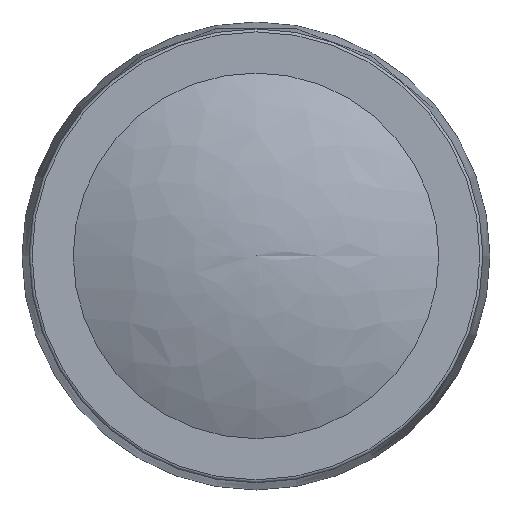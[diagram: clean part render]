
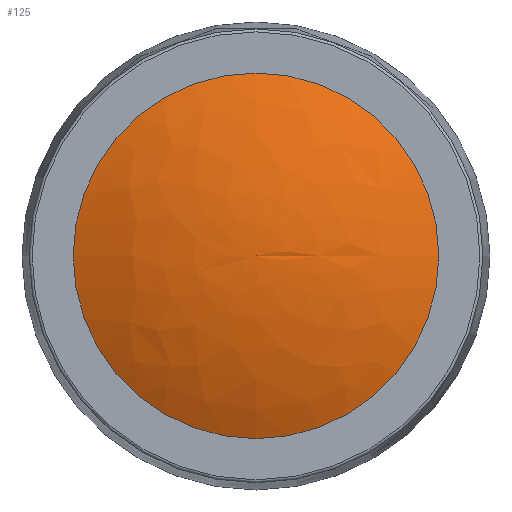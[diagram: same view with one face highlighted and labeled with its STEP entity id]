
A CAD part, top view. The second image highlights one B-rep face of the part: STEP entity #125.
In plain terms, the highlighted free-form (B-spline) face has degree [3, 3] with [4, 7] control points.
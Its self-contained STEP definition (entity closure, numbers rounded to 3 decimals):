
#125 = ADVANCED_FACE( '', ( #339, #340 ), #341, .T. );
#339 = FACE_BOUND( '', #703, .T. );
#340 = FACE_OUTER_BOUND( '', #704, .T. );
#341 = ( BOUNDED_SURFACE(  )B_SPLINE_SURFACE( 3, 3, ( ( #707, #708, #709, #710, #711, #712, #713 ), ( #714, #715, #716, #717, #718, #719, #720 ), ( #721, #722, #723, #724, #725, #726, #727 ), ( #728, #729, #730, #731, #732, #733, #734 ) ), .UNSPECIFIED., .F., .T., .F. )B_SPLINE_SURFACE_WITH_KNOTS( ( 4, 4 ), ( 4, 3, 4 ), ( 0., 6.283 ), ( 1.143, 1.358, 1.573 ), .UNSPECIFIED. )GEOMETRIC_REPRESENTATION_ITEM(  )RATIONAL_B_SPLINE_SURFACE( ( ( 1., 0.333, 0.333, 1., 0.333, 0.333, 1. ), ( 0.985, 0.328, 0.328, 0.985, 0.328, 0.328, 0.985 ), ( 0.985, 0.328, 0.328, 0.985, 0.328, 0.328, 0.985 ), ( 1., 0.333, 0.333, 1., 0.333, 0.333, 1. ) ) )REPRESENTATION_ITEM( '' )SURFACE(  ) );
#703 = VERTEX_LOOP( '', #1102 );
#704 = EDGE_LOOP( '', ( #1103 ) );
#707 = CARTESIAN_POINT( '', ( 0., 0., 27.8 ) );
#708 = CARTESIAN_POINT( '', ( 0., 0., 27.8 ) );
#709 = CARTESIAN_POINT( '', ( 0., 0., 27.8 ) );
#710 = CARTESIAN_POINT( '', ( 0., 0., 27.8 ) );
#711 = CARTESIAN_POINT( '', ( 0., 0., 27.8 ) );
#712 = CARTESIAN_POINT( '', ( 0., 0., 27.8 ) );
#713 = CARTESIAN_POINT( '', ( 0., 0., 27.8 ) );
#714 = CARTESIAN_POINT( '', ( 4.329, 0., 27.809 ) );
#715 = CARTESIAN_POINT( '', ( 4.329, 8.658, 27.809 ) );
#716 = CARTESIAN_POINT( '', ( -4.329, 8.658, 27.809 ) );
#717 = CARTESIAN_POINT( '', ( -4.329, 0., 27.809 ) );
#718 = CARTESIAN_POINT( '', ( -4.329, -8.658, 27.809 ) );
#719 = CARTESIAN_POINT( '', ( 4.329, -8.658, 27.809 ) );
#720 = CARTESIAN_POINT( '', ( 4.329, 0., 27.809 ) );
#721 = CARTESIAN_POINT( '', ( 8.561, 0., 26.895 ) );
#722 = CARTESIAN_POINT( '', ( 8.561, 17.121, 26.895 ) );
#723 = CARTESIAN_POINT( '', ( -8.561, 17.121, 26.895 ) );
#724 = CARTESIAN_POINT( '', ( -8.561, 0., 26.895 ) );
#725 = CARTESIAN_POINT( '', ( -8.561, -17.121, 26.895 ) );
#726 = CARTESIAN_POINT( '', ( 8.561, -17.121, 26.895 ) );
#727 = CARTESIAN_POINT( '', ( 8.561, 0., 26.895 ) );
#728 = CARTESIAN_POINT( '', ( 12.5, 0., 25.1 ) );
#729 = CARTESIAN_POINT( '', ( 12.5, 25., 25.1 ) );
#730 = CARTESIAN_POINT( '', ( -12.5, 25., 25.1 ) );
#731 = CARTESIAN_POINT( '', ( -12.5, 0., 25.1 ) );
#732 = CARTESIAN_POINT( '', ( -12.5, -25., 25.1 ) );
#733 = CARTESIAN_POINT( '', ( 12.5, -25., 25.1 ) );
#734 = CARTESIAN_POINT( '', ( 12.5, 0., 25.1 ) );
#1102 = VERTEX_POINT( '', #1812 );
#1103 = ORIENTED_EDGE( '', *, *, #1813, .T. );
#1812 = CARTESIAN_POINT( '', ( 0., 0., 27.8 ) );
#1813 = EDGE_CURVE( '', #2081, #2081, #2082, .T. );
#2081 = VERTEX_POINT( '', #2492 );
#2082 = CIRCLE( '', #2493, 12.5 );
#2492 = CARTESIAN_POINT( '', ( 12.5, 0., 25.1 ) );
#2493 = AXIS2_PLACEMENT_3D( '', #3096, #3097, #3098 );
#3096 = CARTESIAN_POINT( '', ( 0., 0., 25.1 ) );
#3097 = DIRECTION( '', ( 0., 0., 1. ) );
#3098 = DIRECTION( '', ( 1., 0., 0. ) );
